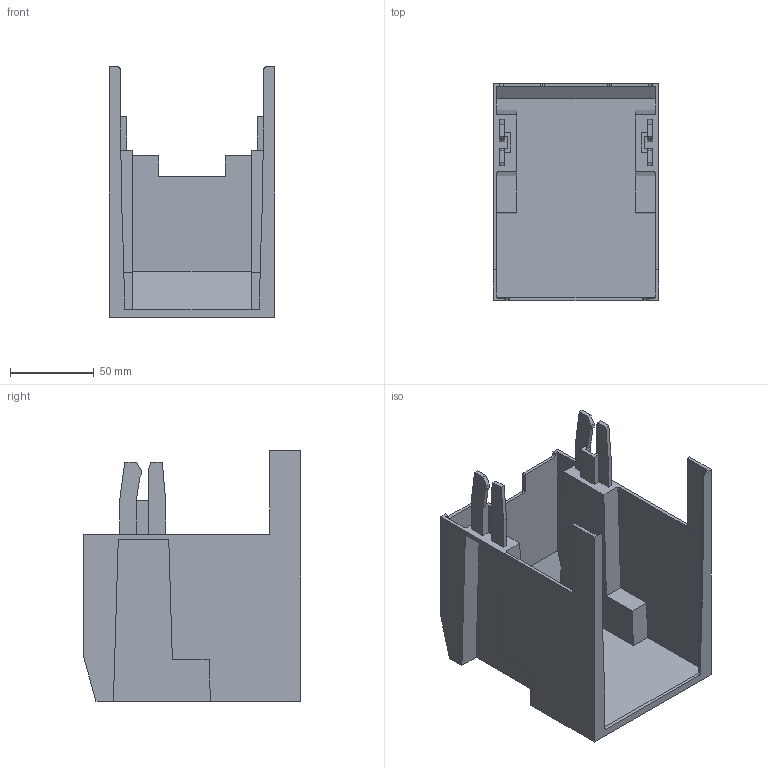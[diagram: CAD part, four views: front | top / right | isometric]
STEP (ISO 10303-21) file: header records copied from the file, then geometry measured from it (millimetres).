
FILE_DESCRIPTION(('CATIA V5 STEP','CAx-IF Rec.Pracs.--- Model Styling and Organization---1.4--- 2014-01-23'),'2;1');
FILE_NAME('32998_L_Anschlussraumabdeckung_R3.stp','2022-02-03T12:23:29+00:00',('none'),('none'),'CATIA Version 5-6 Release 2019 SP5 HF6','CATIA V5 STEP AP214 v1','none');
FILE_SCHEMA(('AUTOMOTIVE_DESIGN { 1 0 10303 214 1 1 1 1 }'));
Length unit declared in the file: millimetre
Products named in the file (1): 32998_L Anschlussraumabdeckung R3.1
Bounding box: 99 x 130 x 150 mm (x, y, z)
Volume: 113570.7 mm3; surface area: 115637.8 mm2
Topology: 1 solids, 1 shells, 137 faces, 406 edges, 274 vertices
Faces by surface type: plane 123, cylinder 10, extrusion 4
Entity records: 4595 total; most frequent: CARTESIAN_POINT 984, ORIENTED_EDGE 812, DIRECTION 558, EDGE_CURVE 406, VECTOR 366, LINE 362, VERTEX_POINT 274, EDGE_LOOP 140
